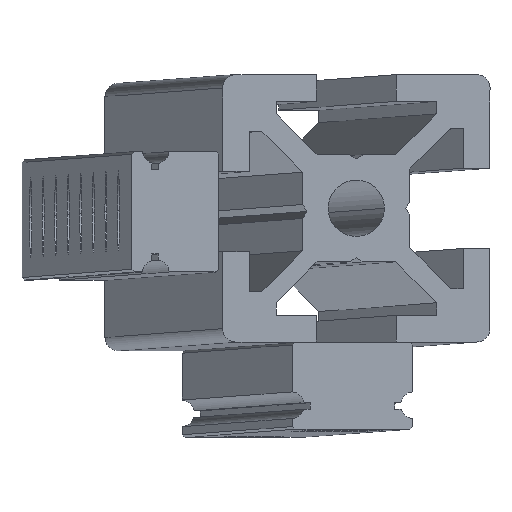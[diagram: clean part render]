
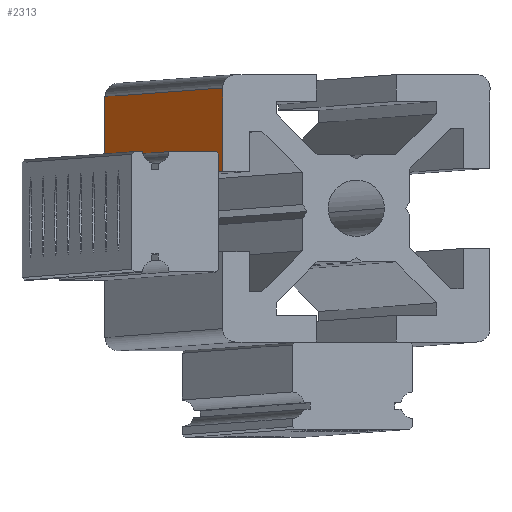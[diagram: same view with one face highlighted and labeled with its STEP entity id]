
A CAD part, top view. The second image highlights one B-rep face of the part: STEP entity #2313.
In plain terms, the highlighted planar face has unit normal (-1, 0, 0.024).
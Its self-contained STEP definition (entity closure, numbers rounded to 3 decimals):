
#176 = CARTESIAN_POINT ( 'NONE',  ( -513.52, 222.097, -250. ) ) ;
#332 = DIRECTION ( 'NONE',  ( -0.023, 0., -1. ) ) ;
#503 = EDGE_CURVE ( 'NONE', #3308, #5986, #3509, .T. ) ;
#545 = CARTESIAN_POINT ( 'NONE',  ( -504.724, 215.858, 124.897 ) ) ;
#699 = LINE ( 'NONE', #5759, #3078 ) ;
#1266 = VECTOR ( 'NONE', #5368, 1000. ) ;
#1402 = CARTESIAN_POINT ( 'NONE',  ( -504.724, 222.097, 124.897 ) ) ;
#1462 = DIRECTION ( 'NONE',  ( -0.023, 0., -1. ) ) ;
#2078 = DIRECTION ( 'NONE',  ( 0., -1., 0. ) ) ;
#2102 = DIRECTION ( 'NONE',  ( 0., -1., 0. ) ) ;
#2136 = VERTEX_POINT ( 'NONE', #3214 ) ;
#2313 = ADVANCED_FACE ( 'NONE', ( #2484 ), #3858, .F. ) ;
#2398 = LINE ( 'NONE', #1402, #3369 ) ;
#2472 = CARTESIAN_POINT ( 'NONE',  ( -504.724, 222.097, 124.897 ) ) ;
#2484 = FACE_OUTER_BOUND ( 'NONE', #4745, .T. ) ;
#2609 = DIRECTION ( 'NONE',  ( 1., 0., -0.023 ) ) ;
#2677 = VERTEX_POINT ( 'NONE', #2472 ) ;
#2849 = VECTOR ( 'NONE', #2078, 1000. ) ;
#3075 = CARTESIAN_POINT ( 'NONE',  ( -504.724, 215.858, 124.897 ) ) ;
#3078 = VECTOR ( 'NONE', #2102, 1000. ) ;
#3214 = CARTESIAN_POINT ( 'NONE',  ( -513.52, 222.097, -250. ) ) ;
#3308 = VERTEX_POINT ( 'NONE', #545 ) ;
#3319 = EDGE_CURVE ( 'NONE', #2677, #2136, #2398, .T. ) ;
#3369 = VECTOR ( 'NONE', #1462, 1000. ) ;
#3411 = LINE ( 'NONE', #176, #2849 ) ;
#3476 = CARTESIAN_POINT ( 'NONE',  ( -513.52, 215.858, -250. ) ) ;
#3509 = LINE ( 'NONE', #3075, #1266 ) ;
#3714 = ORIENTED_EDGE ( 'NONE', *, *, #503, .F. ) ;
#3858 = PLANE ( 'NONE',  #4307 ) ;
#4237 = EDGE_CURVE ( 'NONE', #2677, #3308, #699, .T. ) ;
#4287 = ORIENTED_EDGE ( 'NONE', *, *, #3319, .T. ) ;
#4307 = AXIS2_PLACEMENT_3D ( 'NONE', #5265, #2609, #332 ) ;
#4636 = ORIENTED_EDGE ( 'NONE', *, *, #4237, .F. ) ;
#4745 = EDGE_LOOP ( 'NONE', ( #5271, #3714, #4636, #4287 ) ) ;
#5096 = EDGE_CURVE ( 'NONE', #2136, #5986, #3411, .T. ) ;
#5265 = CARTESIAN_POINT ( 'NONE',  ( -504.724, 222.097, 124.897 ) ) ;
#5271 = ORIENTED_EDGE ( 'NONE', *, *, #5096, .T. ) ;
#5368 = DIRECTION ( 'NONE',  ( -0.023, 0., -1. ) ) ;
#5759 = CARTESIAN_POINT ( 'NONE',  ( -504.724, 222.097, 124.897 ) ) ;
#5986 = VERTEX_POINT ( 'NONE', #3476 ) ;
